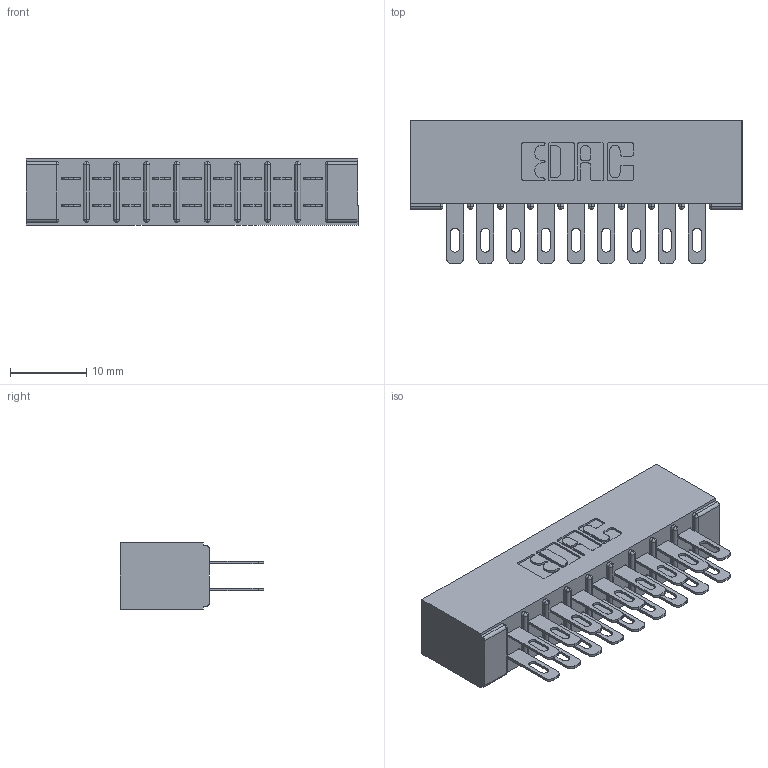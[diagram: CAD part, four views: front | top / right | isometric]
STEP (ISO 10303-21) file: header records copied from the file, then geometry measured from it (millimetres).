
FILE_DESCRIPTION (( 'STEP AP203' ), '1' );
FILE_NAME ('355-018-500-501.STEP', '2019-09-11T02:27:54', ( '' ), ( '' ), 'SwSTEP 2.0', 'SolidWorks 2016', '' );
FILE_SCHEMA (( 'CONFIG_CONTROL_DESIGN' ));
Length unit declared in the file: inch
Products named in the file (3): 305 Part_No Mounting; 305-290-001_500; 355-018-500-501
Assembly tree (19 placements, depth 2):
  355-018-500-501
    305 Part_No Mounting
    305-290-001_500  x18
Bounding box: 43.54 x 18.85 x 8.71 mm (x, y, z)
Volume: 2864.2 mm3; surface area: 5827.7 mm2
Topology: 19 solids, 19 shells, 1008 faces, 2875 edges, 1866 vertices
Faces by surface type: plane 568, cylinder 404, sphere 36
Entity records: 13506 total; most frequent: CARTESIAN_POINT 2233, ORIENTED_EDGE 2210, DIRECTION 2187, EDGE_CURVE 1105, LINE 859, VECTOR 859, VERTEX_POINT 710, AXIS2_PLACEMENT_3D 664
